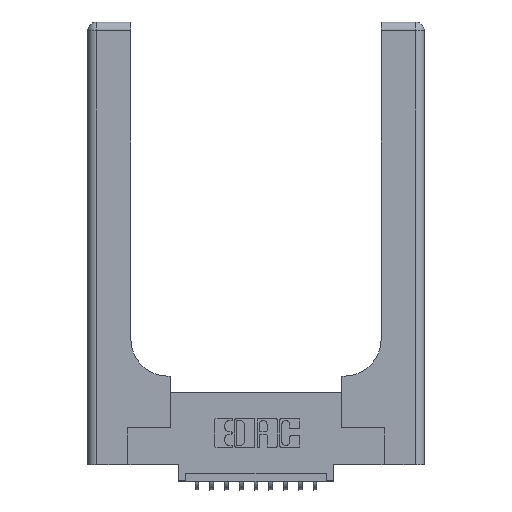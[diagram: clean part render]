
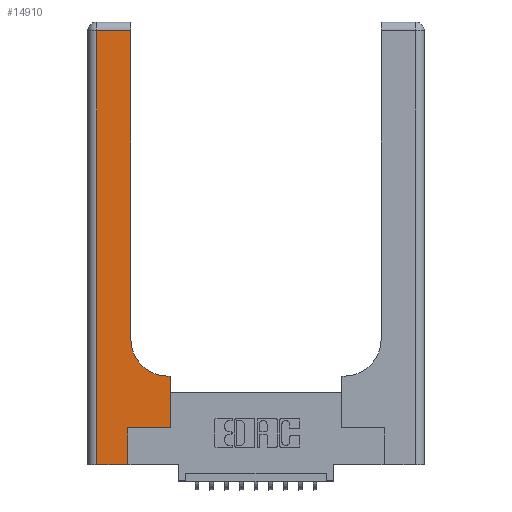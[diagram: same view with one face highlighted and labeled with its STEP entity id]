
A CAD part, top view. The second image highlights one B-rep face of the part: STEP entity #14910.
In plain terms, the highlighted planar face has unit normal (0, 0, 1).
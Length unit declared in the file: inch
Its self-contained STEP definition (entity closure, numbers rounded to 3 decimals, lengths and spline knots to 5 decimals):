
#141 = AXIS2_PLACEMENT_3D ( 'NONE', #5113, #4206, #14784 ) ;
#433 = AXIS2_PLACEMENT_3D ( 'NONE', #14896, #14949, #6080 ) ;
#803 = CARTESIAN_POINT ( 'NONE',  ( 0.5585, 0.6, 0.37 ) ) ;
#915 = DIRECTION ( 'NONE',  ( 1., 0., 0. ) ) ;
#925 = EDGE_CURVE ( 'NONE', #7880, #15143, #1677, .T. ) ;
#939 = CARTESIAN_POINT ( 'NONE',  ( 0.269, 0., 0.37 ) ) ;
#1175 = CARTESIAN_POINT ( 'NONE',  ( 0., 2.94, 0.37 ) ) ;
#1459 = DIRECTION ( 'NONE',  ( 0., -1., 0. ) ) ;
#1524 = DIRECTION ( 'NONE',  ( 1., 0., 0. ) ) ;
#1558 = DIRECTION ( 'NONE',  ( 0., 1., 0. ) ) ;
#1641 = CARTESIAN_POINT ( 'NONE',  ( 0.2915, 2.94, 0.37 ) ) ;
#1677 = LINE ( 'NONE', #9179, #8155 ) ;
#1973 = VERTEX_POINT ( 'NONE', #1641 ) ;
#2042 = ORIENTED_EDGE ( 'NONE', *, *, #12772, .T. ) ;
#2119 = LINE ( 'NONE', #13166, #5971 ) ;
#2322 = VERTEX_POINT ( 'NONE', #13452 ) ;
#2480 = EDGE_CURVE ( 'NONE', #7905, #6140, #3705, .T. ) ;
#2533 = ORIENTED_EDGE ( 'NONE', *, *, #2480, .T. ) ;
#2683 = LINE ( 'NONE', #4049, #5935 ) ;
#2697 = ORIENTED_EDGE ( 'NONE', *, *, #16567, .T. ) ;
#2739 = CARTESIAN_POINT ( 'NONE',  ( 0.269, 0.25, 0.37 ) ) ;
#3258 = EDGE_LOOP ( 'NONE', ( #8511, #12235, #2697, #10120, #2533, #13763, #12029, #8361, #2042 ) ) ;
#3546 = LINE ( 'NONE', #2739, #11914 ) ;
#3618 = CARTESIAN_POINT ( 'NONE',  ( 0.5585, 0.25, 0.37 ) ) ;
#3705 = LINE ( 'NONE', #939, #8531 ) ;
#4049 = CARTESIAN_POINT ( 'NONE',  ( 0.2915, 0.6, 0.37 ) ) ;
#4206 = DIRECTION ( 'NONE',  ( 0., 0., -1. ) ) ;
#4275 = VERTEX_POINT ( 'NONE', #10952 ) ;
#4315 = CARTESIAN_POINT ( 'NONE',  ( 0.06, 2.94, 0.37 ) ) ;
#4477 = VECTOR ( 'NONE', #15326, 39.37008 ) ;
#5113 = CARTESIAN_POINT ( 'NONE',  ( 0., 3., 0.37 ) ) ;
#5479 = DIRECTION ( 'NONE',  ( 0., 1., 0. ) ) ;
#5495 = CARTESIAN_POINT ( 'NONE',  ( 0.269, 0.25, 0.37 ) ) ;
#5935 = VECTOR ( 'NONE', #6530, 39.37008 ) ;
#5971 = VECTOR ( 'NONE', #5479, 39.37008 ) ;
#6080 = DIRECTION ( 'NONE',  ( 1., 0., 0. ) ) ;
#6140 = VERTEX_POINT ( 'NONE', #5495 ) ;
#6167 = VERTEX_POINT ( 'NONE', #4315 ) ;
#6210 = EDGE_CURVE ( 'NONE', #2322, #7905, #16498, .T. ) ;
#6530 = DIRECTION ( 'NONE',  ( -1., 0., 0. ) ) ;
#6555 = EDGE_CURVE ( 'NONE', #15143, #11620, #2683, .T. ) ;
#7365 = VECTOR ( 'NONE', #915, 39.37008 ) ;
#7730 = CARTESIAN_POINT ( 'NONE',  ( 0.5415, 0.6, 0.37 ) ) ;
#7880 = VERTEX_POINT ( 'NONE', #3618 ) ;
#7905 = VERTEX_POINT ( 'NONE', #12424 ) ;
#8155 = VECTOR ( 'NONE', #1558, 39.37008 ) ;
#8361 = ORIENTED_EDGE ( 'NONE', *, *, #6555, .T. ) ;
#8511 = ORIENTED_EDGE ( 'NONE', *, *, #10102, .T. ) ;
#8531 = VECTOR ( 'NONE', #16519, 39.37008 ) ;
#8977 = CIRCLE ( 'NONE', #433, 0.25 ) ;
#9179 = CARTESIAN_POINT ( 'NONE',  ( 0.5585, 0.25, 0.37 ) ) ;
#9911 = FACE_OUTER_BOUND ( 'NONE', #3258, .T. ) ;
#10102 = EDGE_CURVE ( 'NONE', #4275, #1973, #2119, .T. ) ;
#10120 = ORIENTED_EDGE ( 'NONE', *, *, #6210, .T. ) ;
#10214 = EDGE_CURVE ( 'NONE', #6140, #7880, #3546, .T. ) ;
#10468 = VECTOR ( 'NONE', #1459, 39.37008 ) ;
#10952 = CARTESIAN_POINT ( 'NONE',  ( 0.2915, 0.85, 0.37 ) ) ;
#11265 = LINE ( 'NONE', #15435, #10468 ) ;
#11620 = VERTEX_POINT ( 'NONE', #7730 ) ;
#11914 = VECTOR ( 'NONE', #1524, 39.37008 ) ;
#12029 = ORIENTED_EDGE ( 'NONE', *, *, #925, .T. ) ;
#12235 = ORIENTED_EDGE ( 'NONE', *, *, #15437, .T. ) ;
#12424 = CARTESIAN_POINT ( 'NONE',  ( 0.269, 0., 0.37 ) ) ;
#12772 = EDGE_CURVE ( 'NONE', #11620, #4275, #8977, .T. ) ;
#13166 = CARTESIAN_POINT ( 'NONE',  ( 0.2915, 3., 0.37 ) ) ;
#13452 = CARTESIAN_POINT ( 'NONE',  ( 0.06, 0., 0.37 ) ) ;
#13763 = ORIENTED_EDGE ( 'NONE', *, *, #10214, .T. ) ;
#14648 = LINE ( 'NONE', #1175, #4477 ) ;
#14784 = DIRECTION ( 'NONE',  ( -1., 0., 0. ) ) ;
#14896 = CARTESIAN_POINT ( 'NONE',  ( 0.5415, 0.85, 0.37 ) ) ;
#14910 = ADVANCED_FACE ( 'NONE', ( #9911 ), #15980, .F. ) ;
#14949 = DIRECTION ( 'NONE',  ( 0., 0., -1. ) ) ;
#15143 = VERTEX_POINT ( 'NONE', #803 ) ;
#15326 = DIRECTION ( 'NONE',  ( -1., 0., 0. ) ) ;
#15435 = CARTESIAN_POINT ( 'NONE',  ( 0.06, 3., 0.37 ) ) ;
#15437 = EDGE_CURVE ( 'NONE', #1973, #6167, #14648, .T. ) ;
#15980 = PLANE ( 'NONE',  #141 ) ;
#16289 = CARTESIAN_POINT ( 'NONE',  ( 0., 0., 0.37 ) ) ;
#16498 = LINE ( 'NONE', #16289, #7365 ) ;
#16519 = DIRECTION ( 'NONE',  ( 0., 1., 0. ) ) ;
#16567 = EDGE_CURVE ( 'NONE', #6167, #2322, #11265, .T. ) ;
